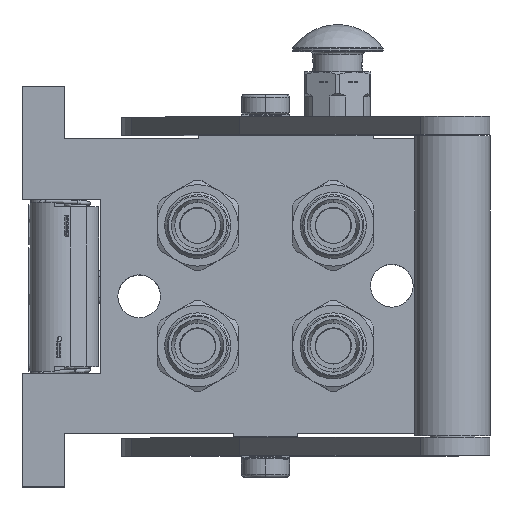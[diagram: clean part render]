
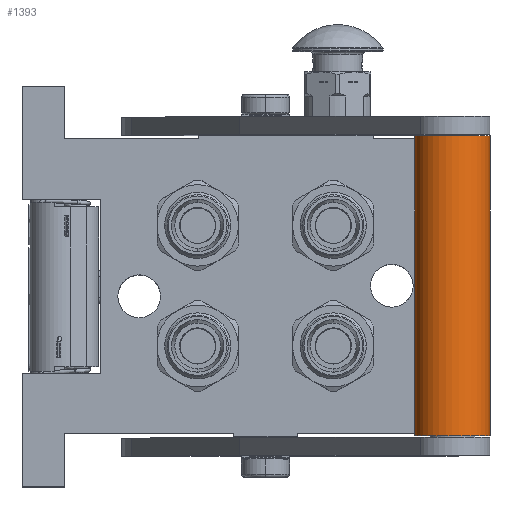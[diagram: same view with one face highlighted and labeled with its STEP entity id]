
A CAD part, top view. The second image highlights one B-rep face of the part: STEP entity #1393.
In plain terms, the highlighted cylindrical face has radius 12.5 mm (diameter 25 mm), a partial arc.
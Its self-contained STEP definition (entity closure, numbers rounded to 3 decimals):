
#1393 = ADVANCED_FACE ( 'NONE', ( #64186 ), #39490, .T. ) ;
#7249 = ORIENTED_EDGE ( 'NONE', *, *, #15943, .T. ) ;
#11445 = ORIENTED_EDGE ( 'NONE', *, *, #20179, .F. ) ;
#12883 = ORIENTED_EDGE ( 'NONE', *, *, #38699, .T. ) ;
#15943 = EDGE_CURVE ( 'NONE', #39448, #33034, #112474, .T. ) ;
#17946 = AXIS2_PLACEMENT_3D ( 'NONE', #22660, #110192, #93703 ) ;
#18919 = AXIS2_PLACEMENT_3D ( 'NONE', #61148, #104658, #43528 ) ;
#20179 = EDGE_CURVE ( 'NONE', #43934, #88493, #45971, .T. ) ;
#22113 = AXIS2_PLACEMENT_3D ( 'NONE', #108573, #109331, #38292 ) ;
#22660 = CARTESIAN_POINT ( 'NONE',  ( -5.425, 0., 0. ) ) ;
#33034 = VERTEX_POINT ( 'NONE', #41908 ) ;
#33033 = CARTESIAN_POINT ( 'NONE',  ( 4.5, 0., 12.5 ) ) ;
#34204 = DIRECTION ( 'NONE',  ( -1., 0., 0. ) ) ;
#38292 = DIRECTION ( 'NONE',  ( 0., 0., -1. ) ) ;
#38699 = EDGE_CURVE ( 'NONE', #33034, #88493, #70241, .T. ) ;
#39448 = VERTEX_POINT ( 'NONE', #89239 ) ;
#39490 = CYLINDRICAL_SURFACE ( 'NONE', #17946, 12.5 ) ;
#41908 = CARTESIAN_POINT ( 'NONE',  ( 104., 0., 12.5 ) ) ;
#43528 = DIRECTION ( 'NONE',  ( 0., 0., -1. ) ) ;
#43934 = VERTEX_POINT ( 'NONE', #82029 ) ;
#45971 = CIRCLE ( 'NONE', #22113, 12.5 ) ;
#50205 = VECTOR ( 'NONE', #34204, 1000. ) ;
#51149 = VECTOR ( 'NONE', #58545, 1000. ) ;
#58545 = DIRECTION ( 'NONE',  ( -1., 0., 0. ) ) ;
#61148 = CARTESIAN_POINT ( 'NONE',  ( 104., 0., 0. ) ) ;
#64186 = FACE_OUTER_BOUND ( 'NONE', #77130, .T. ) ;
#70241 = LINE ( 'NONE', #100937, #51149 ) ;
#77130 = EDGE_LOOP ( 'NONE', ( #7249, #12883, #11445, #86312 ) ) ;
#82029 = CARTESIAN_POINT ( 'NONE',  ( 4.5, 0., -12.5 ) ) ;
#86098 = EDGE_CURVE ( 'NONE', #39448, #43934, #107523, .T. ) ;
#86312 = ORIENTED_EDGE ( 'NONE', *, *, #86098, .F. ) ;
#88493 = VERTEX_POINT ( 'NONE', #33033 ) ;
#89239 = CARTESIAN_POINT ( 'NONE',  ( 104., 0., -12.5 ) ) ;
#93703 = DIRECTION ( 'NONE',  ( 0., 0., 1. ) ) ;
#100937 = CARTESIAN_POINT ( 'NONE',  ( 104., 0., 12.5 ) ) ;
#104120 = CARTESIAN_POINT ( 'NONE',  ( 104., 0., -12.5 ) ) ;
#104658 = DIRECTION ( 'NONE',  ( -1., 0., 0. ) ) ;
#107523 = LINE ( 'NONE', #104120, #50205 ) ;
#108573 = CARTESIAN_POINT ( 'NONE',  ( 4.5, 0., 0. ) ) ;
#109331 = DIRECTION ( 'NONE',  ( -1., 0., 0. ) ) ;
#110192 = DIRECTION ( 'NONE',  ( -1., 0., 0. ) ) ;
#112474 = CIRCLE ( 'NONE', #18919, 12.5 ) ;
